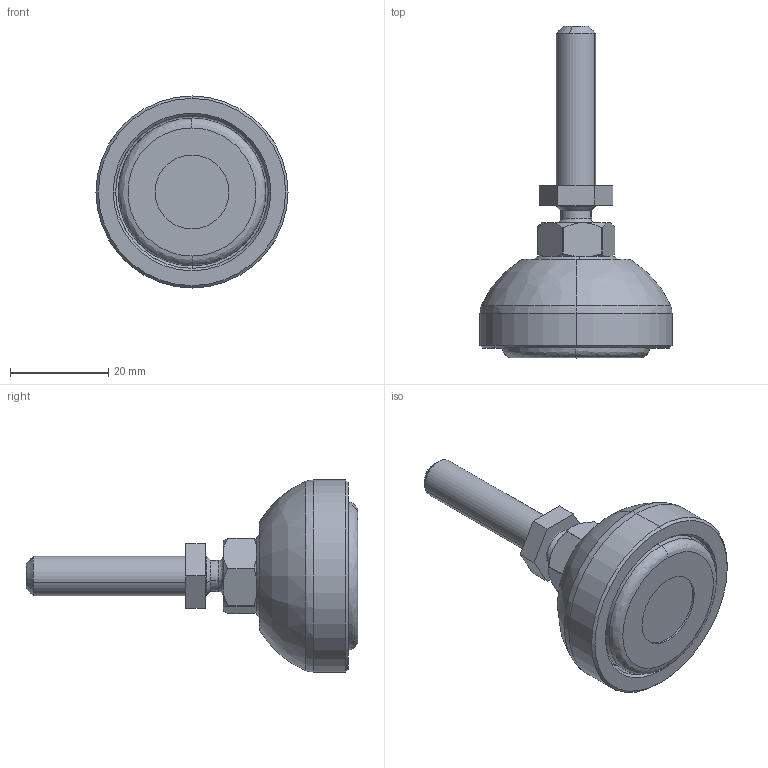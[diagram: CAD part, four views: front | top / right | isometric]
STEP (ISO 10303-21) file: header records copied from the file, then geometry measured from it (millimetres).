
FILE_DESCRIPTION (( 'STEP AP203' ), '1' );
FILE_NAME ('A60.15.40.08 Stainless swivel feet 40 - M8 x 40.STEP', '2018-09-28T13:25:22', ( '' ), ( '' ), 'SwSTEP 2.0', 'SolidWorks 2015', '' );
FILE_SCHEMA (( 'CONFIG_CONTROL_DESIGN' ));
Length unit declared in the file: inch
Products named in the file (2): A60.15.40.08 Stainless swivel feet 40 - M8 x 40
Bounding box: 39 x 67.4 x 39 mm (x, y, z)
Volume: 23009.4 mm3; surface area: 10713.5 mm2
Topology: 5 solids, 5 shells, 118 faces, 260 edges, 156 vertices
Faces by surface type: cylinder 38, bspline 30, plane 28, cone 22
Entity records: 5085 total; most frequent: CARTESIAN_POINT 2444, DIRECTION 528, ORIENTED_EDGE 512, EDGE_CURVE 256, AXIS2_PLACEMENT_3D 222, VERTEX_POINT 156, CIRCLE 132, EDGE_LOOP 130
